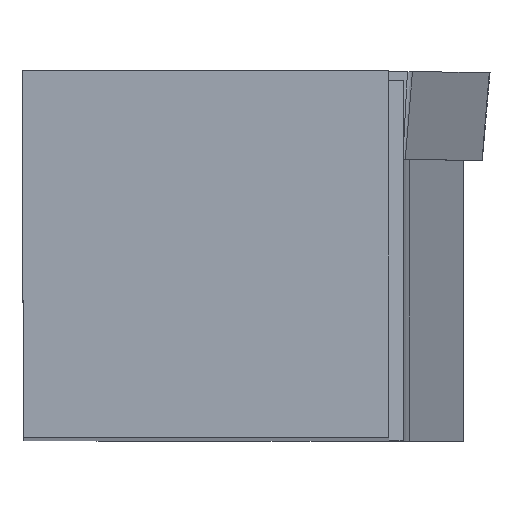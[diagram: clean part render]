
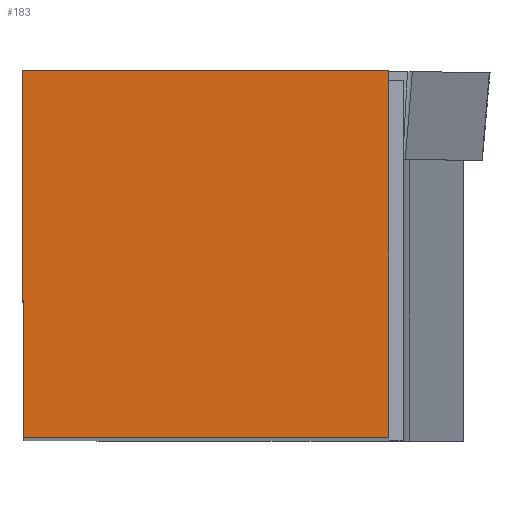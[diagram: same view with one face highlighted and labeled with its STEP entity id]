
A CAD part, top view. The second image highlights one B-rep face of the part: STEP entity #183.
In plain terms, the highlighted planar face has unit normal (0, 0, 1).
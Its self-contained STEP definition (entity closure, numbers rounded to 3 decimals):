
#143=FACE_OUTER_BOUND('',#416,.T.);
#183=ADVANCED_FACE('BLANK_BOXF006',(#143),#213,.F.);
#213=PLANE('',#951);
#239=LINE('',#1349,#306);
#255=LINE('',#1385,#322);
#264=LINE('',#1408,#331);
#273=LINE('',#1426,#340);
#306=VECTOR('',#1052,1.);
#322=VECTOR('',#1076,1.);
#331=VECTOR('',#1095,1.);
#340=VECTOR('',#1112,1.);
#416=EDGE_LOOP('',(#593,#594,#595,#596));
#593=ORIENTED_EDGE('',*,*,#772,.T.);
#594=ORIENTED_EDGE('',*,*,#762,.T.);
#595=ORIENTED_EDGE('',*,*,#732,.T.);
#596=ORIENTED_EDGE('',*,*,#750,.T.);
#654=VERTEX_POINT('',#1348);
#655=VERTEX_POINT('',#1350);
#670=VERTEX_POINT('',#1384);
#680=VERTEX_POINT('',#1409);
#732=EDGE_CURVE('',#655,#654,#239,.T.);
#750=EDGE_CURVE('',#654,#670,#255,.T.);
#762=EDGE_CURVE('',#680,#655,#264,.T.);
#772=EDGE_CURVE('',#670,#680,#273,.T.);
#951=AXIS2_PLACEMENT_3D('',#1481,#1167,#1168);
#1052=DIRECTION('',(0.004,-1.,0.));
#1076=DIRECTION('',(1.,0.,0.));
#1095=DIRECTION('',(-1.,0.,0.));
#1112=DIRECTION('',(0.,1.,0.));
#1167=DIRECTION('',(0.,0.,-1.));
#1168=DIRECTION('',(1.,0.,0.));
#1348=CARTESIAN_POINT('',(0.087,0.,0.));
#1349=CARTESIAN_POINT('',(-0.534,142.349,0.));
#1350=CARTESIAN_POINT('',(0.,19.875,0.));
#1384=CARTESIAN_POINT('',(19.875,0.,0.));
#1385=CARTESIAN_POINT('',(-142.35,0.,0.));
#1408=CARTESIAN_POINT('',(142.35,19.875,0.));
#1409=CARTESIAN_POINT('',(19.875,19.875,0.));
#1426=CARTESIAN_POINT('',(19.875,-142.35,0.));
#1481=CARTESIAN_POINT('',(41.35,-5.,0.));
